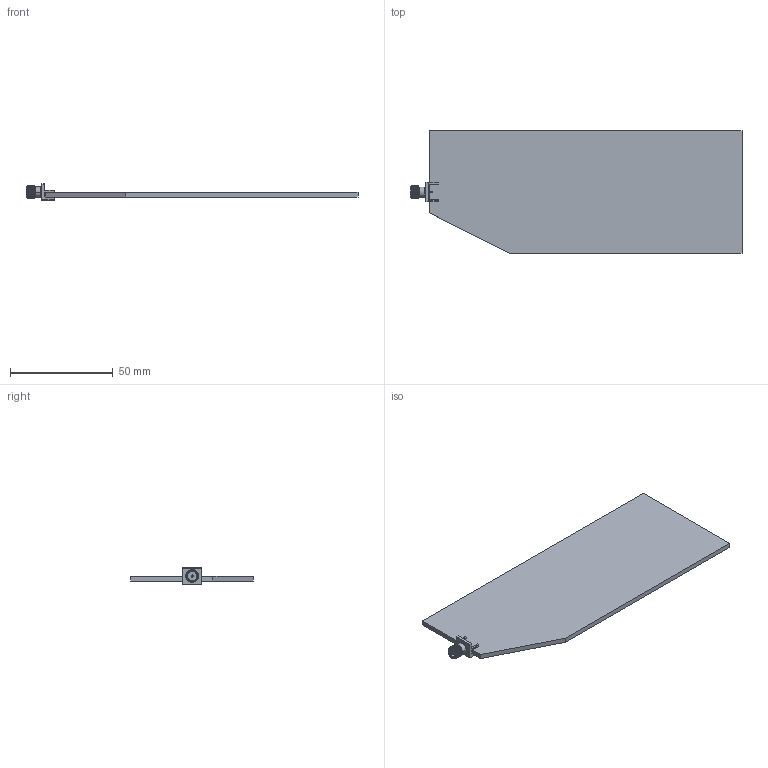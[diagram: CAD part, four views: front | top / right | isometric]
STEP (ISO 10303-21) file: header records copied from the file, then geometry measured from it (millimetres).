
FILE_DESCRIPTION(('Open CASCADE Model'),'2;1');
FILE_NAME('Open CASCADE Shape Model','2016-06-02T18:19:40',('Author'),( 'Open CASCADE'),'Open CASCADE STEP processor 6.8','Open CASCADE 6.8' ,'Unknown');
FILE_SCHEMA(('AUTOMOTIVE_DESIGN { 1 0 10303 214 1 1 1 1 }'));
Length unit declared in the file: millimetre
Products named in the file (4): PCB; Board; Designator1; User_Library-SMA_PCB_EDGE_142-0701-851
Assembly tree (3 placements, depth 3):
  PCB
    Board
    Designator1
      User_Library-SMA_PCB_EDGE_142-0701-851
Bounding box: 161.75 x 59.79 x 7.92 mm (x, y, z)
Volume: 21244.8 mm3; surface area: 18974.6 mm2
Topology: 2 solids, 2 shells, 190 faces, 445 edges, 242 vertices
Faces by surface type: cylinder 93, plane 46, bspline 46, cone 5
Entity records: 35959 total; most frequent: CARTESIAN_POINT 27396, DIRECTION 957, ORIENTED_EDGE 842, PCURVE 842, DEFINITIONAL_REPRESENTATION 842, B_SPLINE_CURVE_WITH_KNOTS 683, EDGE_CURVE 421, SURFACE_CURVE 421
